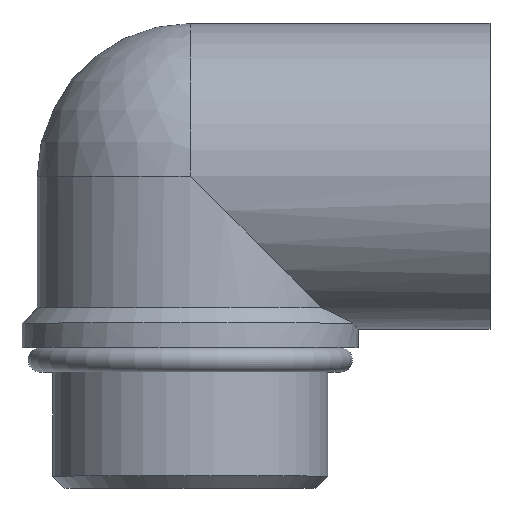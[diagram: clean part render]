
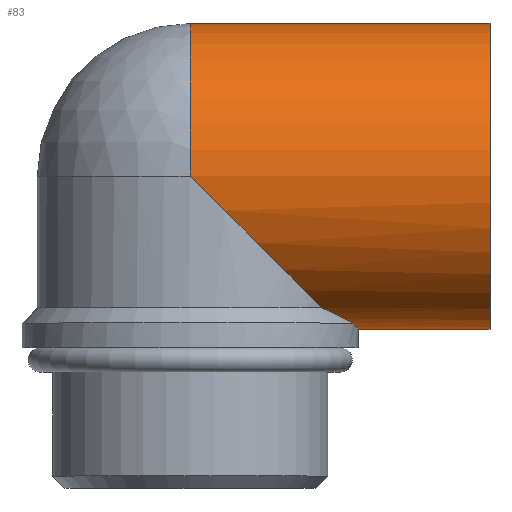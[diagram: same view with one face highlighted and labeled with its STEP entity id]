
A CAD part, top view. The second image highlights one B-rep face of the part: STEP entity #83.
In plain terms, the highlighted cylindrical face has radius 12.5 mm (diameter 25 mm), a full revolution.
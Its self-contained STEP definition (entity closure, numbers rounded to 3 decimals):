
#83 = ADVANCED_FACE( '', ( #114, #115 ), #116, .T. );
#114 = FACE_OUTER_BOUND( '', #162, .T. );
#115 = FACE_OUTER_BOUND( '', #163, .T. );
#116 = CYLINDRICAL_SURFACE( '', #164, 12.5 );
#162 = EDGE_LOOP( '', ( #232, #233, #234, #235, #236, #237 ) );
#163 = EDGE_LOOP( '', ( #238 ) );
#164 = AXIS2_PLACEMENT_3D( '', #239, #240, #241 );
#232 = ORIENTED_EDGE( '', *, *, #302, .T. );
#233 = ORIENTED_EDGE( '', *, *, #290, .T. );
#234 = ORIENTED_EDGE( '', *, *, #288, .T. );
#235 = ORIENTED_EDGE( '', *, *, #292, .T. );
#236 = ORIENTED_EDGE( '', *, *, #303, .T. );
#237 = ORIENTED_EDGE( '', *, *, #300, .F. );
#238 = ORIENTED_EDGE( '', *, *, #304, .F. );
#239 = CARTESIAN_POINT( '', ( 24.5, 6.5, 0. ) );
#240 = DIRECTION( '', ( 1., 0., 0. ) );
#241 = DIRECTION( '', ( 0., 0., 1. ) );
#288 = EDGE_CURVE( '', #313, #314, #315, .T. );
#290 = EDGE_CURVE( '', #317, #313, #318, .T. );
#292 = EDGE_CURVE( '', #314, #319, #321, .T. );
#300 = EDGE_CURVE( '', #336, #337, #338, .F. );
#302 = EDGE_CURVE( '', #336, #317, #340, .T. );
#303 = EDGE_CURVE( '', #319, #337, #341, .T. );
#304 = EDGE_CURVE( '', #342, #342, #343, .T. );
#313 = VERTEX_POINT( '', #355 );
#314 = VERTEX_POINT( '', #356 );
#315 = B_SPLINE_CURVE_WITH_KNOTS( '', 3, ( #357, #358, #359, #360, #361, #362, #363, #364, #365, #366, #367, #368 ), .UNSPECIFIED., .F., .F., ( 4, 2, 2, 2, 2, 4 ), ( 0., 0.002, 0.003, 0.004, 0.005, 0.007 ), .UNSPECIFIED. );
#317 = VERTEX_POINT( '', #370 );
#318 = B_SPLINE_CURVE_WITH_KNOTS( '', 3, ( #371, #372, #373, #374, #375, #376, #377, #378 ), .UNSPECIFIED., .F., .F., ( 4, 2, 2, 4 ), ( 0., 0.002, 0.003, 0.004 ), .UNSPECIFIED. );
#319 = VERTEX_POINT( '', #379 );
#321 = B_SPLINE_CURVE_WITH_KNOTS( '', 3, ( #381, #382, #383, #384, #385, #386, #387, #388 ), .UNSPECIFIED., .F., .F., ( 4, 2, 2, 4 ), ( 0.001, 0.003, 0.004, 0.005 ), .UNSPECIFIED. );
#336 = VERTEX_POINT( '', #403 );
#337 = VERTEX_POINT( '', #404 );
#338 = CIRCLE( '', #405, 12.5 );
#340 = ELLIPSE( '', #407, 17.678, 12.5 );
#341 = ELLIPSE( '', #408, 17.678, 12.5 );
#342 = VERTEX_POINT( '', #409 );
#343 = CIRCLE( '', #410, 12.5 );
#355 = CARTESIAN_POINT( '', ( 13.297, -5.5, 3.5 ) );
#356 = CARTESIAN_POINT( '', ( 13.297, -5.5, -3.5 ) );
#357 = CARTESIAN_POINT( '', ( 13.297, -5.5, 3.5 ) );
#358 = CARTESIAN_POINT( '', ( 13.445, -5.664, 2.939 ) );
#359 = CARTESIAN_POINT( '', ( 13.557, -5.788, 2.367 ) );
#360 = CARTESIAN_POINT( '', ( 13.672, -5.914, 1.492 ) );
#361 = CARTESIAN_POINT( '', ( 13.701, -5.946, 1.198 ) );
#362 = CARTESIAN_POINT( '', ( 13.74, -5.989, 0.602 ) );
#363 = CARTESIAN_POINT( '', ( 13.75, -6., 0.3 ) );
#364 = CARTESIAN_POINT( '', ( 13.75, -6., -0.599 ) );
#365 = CARTESIAN_POINT( '', ( 13.711, -5.957, -1.191 ) );
#366 = CARTESIAN_POINT( '', ( 13.559, -5.79, -2.359 ) );
#367 = CARTESIAN_POINT( '', ( 13.445, -5.664, -2.939 ) );
#368 = CARTESIAN_POINT( '', ( 13.297, -5.5, -3.5 ) );
#370 = CARTESIAN_POINT( '', ( 10.75, -4.25, 6.379 ) );
#371 = CARTESIAN_POINT( '', ( 10.75, -4.25, 6.379 ) );
#372 = CARTESIAN_POINT( '', ( 11.253, -4.483, 5.986 ) );
#373 = CARTESIAN_POINT( '', ( 11.723, -4.709, 5.557 ) );
#374 = CARTESIAN_POINT( '', ( 12.366, -5.027, 4.843 ) );
#375 = CARTESIAN_POINT( '', ( 12.57, -5.129, 4.593 ) );
#376 = CARTESIAN_POINT( '', ( 12.954, -5.324, 4.066 ) );
#377 = CARTESIAN_POINT( '', ( 13.134, -5.416, 3.788 ) );
#378 = CARTESIAN_POINT( '', ( 13.297, -5.5, 3.5 ) );
#379 = CARTESIAN_POINT( '', ( 10.75, -4.25, -6.379 ) );
#381 = CARTESIAN_POINT( '', ( 13.297, -5.5, -3.5 ) );
#382 = CARTESIAN_POINT( '', ( 12.974, -5.333, -4.073 ) );
#383 = CARTESIAN_POINT( '', ( 12.591, -5.138, -4.591 ) );
#384 = CARTESIAN_POINT( '', ( 11.947, -4.82, -5.309 ) );
#385 = CARTESIAN_POINT( '', ( 11.72, -4.709, -5.538 ) );
#386 = CARTESIAN_POINT( '', ( 11.247, -4.482, -5.975 ) );
#387 = CARTESIAN_POINT( '', ( 11.003, -4.367, -6.182 ) );
#388 = CARTESIAN_POINT( '', ( 10.75, -4.25, -6.379 ) );
#403 = CARTESIAN_POINT( '', ( 0., 6.5, 12.5 ) );
#404 = CARTESIAN_POINT( '', ( 0., 6.5, -12.5 ) );
#405 = AXIS2_PLACEMENT_3D( '', #450, #451, #452 );
#407 = AXIS2_PLACEMENT_3D( '', #456, #457, #458 );
#408 = AXIS2_PLACEMENT_3D( '', #459, #460, #461 );
#409 = CARTESIAN_POINT( '', ( 24.5, 6.5, -12.5 ) );
#410 = AXIS2_PLACEMENT_3D( '', #462, #463, #464 );
#450 = CARTESIAN_POINT( '', ( 0., 6.5, 0. ) );
#451 = DIRECTION( '', ( 1., 0., 0. ) );
#452 = DIRECTION( '', ( 0., 0., -1. ) );
#456 = CARTESIAN_POINT( '', ( 0., 6.5, 0. ) );
#457 = DIRECTION( '', ( 0.707, 0.707, 0. ) );
#458 = DIRECTION( '', ( -0.707, 0.707, 0. ) );
#459 = CARTESIAN_POINT( '', ( 0., 6.5, 0. ) );
#460 = DIRECTION( '', ( 0.707, 0.707, 0. ) );
#461 = DIRECTION( '', ( -0.707, 0.707, 0. ) );
#462 = CARTESIAN_POINT( '', ( 24.5, 6.5, 0. ) );
#463 = DIRECTION( '', ( 1., 0., 0. ) );
#464 = DIRECTION( '', ( 0., 0., -1. ) );
